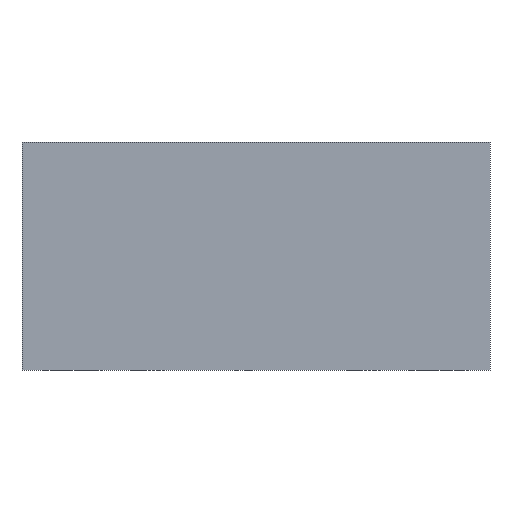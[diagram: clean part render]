
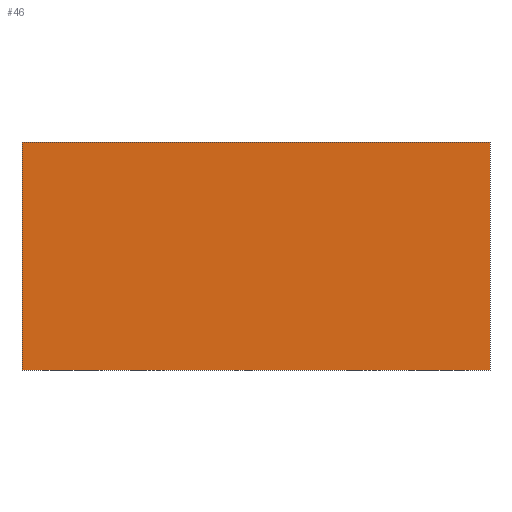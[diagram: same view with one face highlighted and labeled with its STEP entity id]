
A CAD part, front view. The second image highlights one B-rep face of the part: STEP entity #46.
In plain terms, the highlighted planar face has unit normal (0, -1, 0).
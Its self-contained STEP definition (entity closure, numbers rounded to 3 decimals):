
#46 = ADVANCED_FACE( '', ( #99 ), #100, .F. );
#99 = FACE_OUTER_BOUND( '', #148, .T. );
#100 = PLANE( '', #149 );
#148 = EDGE_LOOP( '', ( #215, #216, #217, #218 ) );
#149 = AXIS2_PLACEMENT_3D( '', #219, #220, #221 );
#215 = ORIENTED_EDGE( '', *, *, #249, .T. );
#216 = ORIENTED_EDGE( '', *, *, #267, .F. );
#217 = ORIENTED_EDGE( '', *, *, #258, .F. );
#218 = ORIENTED_EDGE( '', *, *, #263, .T. );
#219 = CARTESIAN_POINT( '', ( -78., -16., 76. ) );
#220 = DIRECTION( '', ( 0., 1., 0. ) );
#221 = DIRECTION( '', ( -1., 0., 0. ) );
#249 = EDGE_CURVE( '', #286, #284, #287, .T. );
#258 = EDGE_CURVE( '', #301, #303, #304, .T. );
#263 = EDGE_CURVE( '', #301, #286, #309, .T. );
#267 = EDGE_CURVE( '', #303, #284, #313, .T. );
#284 = VERTEX_POINT( '', #331 );
#286 = VERTEX_POINT( '', #334 );
#287 = LINE( '', #335, #336 );
#301 = VERTEX_POINT( '', #352 );
#303 = VERTEX_POINT( '', #355 );
#304 = LINE( '', #356, #357 );
#309 = LINE( '', #363, #364 );
#313 = LINE( '', #370, #371 );
#331 = CARTESIAN_POINT( '', ( 78., -16., 0. ) );
#334 = CARTESIAN_POINT( '', ( -78., -16., 0. ) );
#335 = CARTESIAN_POINT( '', ( -78., -16., 0. ) );
#336 = VECTOR( '', #390, 1000. );
#352 = CARTESIAN_POINT( '', ( -78., -16., 76. ) );
#355 = CARTESIAN_POINT( '', ( 78., -16., 76. ) );
#356 = CARTESIAN_POINT( '', ( -78., -16., 76. ) );
#357 = VECTOR( '', #406, 1000. );
#363 = CARTESIAN_POINT( '', ( -78., -16., 76. ) );
#364 = VECTOR( '', #408, 1000. );
#370 = CARTESIAN_POINT( '', ( 78., -16., 76. ) );
#371 = VECTOR( '', #411, 1000. );
#390 = DIRECTION( '', ( 1., 0., 0. ) );
#406 = DIRECTION( '', ( 1., 0., 0. ) );
#408 = DIRECTION( '', ( 0., 0., -1. ) );
#411 = DIRECTION( '', ( 0., 0., -1. ) );
